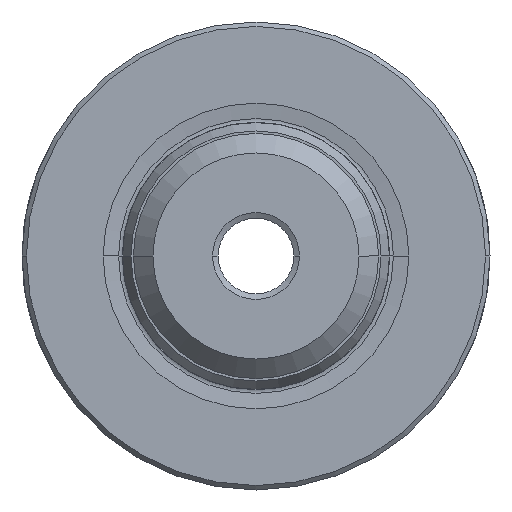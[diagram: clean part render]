
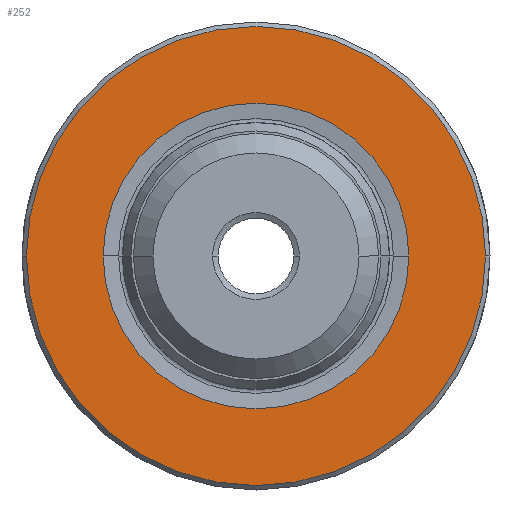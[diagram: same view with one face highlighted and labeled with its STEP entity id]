
A CAD part, left-side view. The second image highlights one B-rep face of the part: STEP entity #252.
In plain terms, the highlighted planar face has unit normal (-1, 0, 0).
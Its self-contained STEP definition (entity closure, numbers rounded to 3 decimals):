
#29 = EDGE_CURVE ( 'NONE', #458, #1437, #444, .T. ) ;
#81 = CIRCLE ( 'NONE', #1233, 13.715 ) ;
#149 = CARTESIAN_POINT ( 'NONE',  ( 0., 13.715, 0. ) ) ;
#160 = CARTESIAN_POINT ( 'NONE',  ( 0., 0., 0. ) ) ;
#166 = DIRECTION ( 'NONE',  ( 1., 0., 0. ) ) ;
#170 = DIRECTION ( 'NONE',  ( 0., 1., 0. ) ) ;
#194 = PLANE ( 'NONE',  #1816 ) ;
#199 = DIRECTION ( 'NONE',  ( -1., 0., 0. ) ) ;
#201 = DIRECTION ( 'NONE',  ( 0., -1., 0. ) ) ;
#232 = FACE_OUTER_BOUND ( 'NONE', #1212, .T. ) ;
#243 = EDGE_CURVE ( 'NONE', #1437, #458, #248, .T. ) ;
#244 = CARTESIAN_POINT ( 'NONE',  ( 0., 0., 0. ) ) ;
#248 = CIRCLE ( 'NONE', #1938, 20.6 ) ;
#252 = ADVANCED_FACE ( 'NONE', ( #255, #232 ), #194, .T. ) ;
#255 = FACE_BOUND ( 'NONE', #985, .T. ) ;
#408 = EDGE_CURVE ( 'NONE', #680, #1133, #81, .T. ) ;
#433 = AXIS2_PLACEMENT_3D ( 'NONE', #665, #646, #635 ) ;
#444 = CIRCLE ( 'NONE', #433, 20.6 ) ;
#456 = CARTESIAN_POINT ( 'NONE',  ( 0., 0., 0. ) ) ;
#458 = VERTEX_POINT ( 'NONE', #499 ) ;
#460 = DIRECTION ( 'NONE',  ( 1., 0., 0. ) ) ;
#466 = DIRECTION ( 'NONE',  ( 0., 1., 0. ) ) ;
#499 = CARTESIAN_POINT ( 'NONE',  ( 0., 20.6, 0. ) ) ;
#632 = ORIENTED_EDGE ( 'NONE', *, *, #243, .F. ) ;
#635 = DIRECTION ( 'NONE',  ( 0., 1., 0. ) ) ;
#646 = DIRECTION ( 'NONE',  ( 1., 0., 0. ) ) ;
#665 = CARTESIAN_POINT ( 'NONE',  ( 0., 0., 0. ) ) ;
#666 = ORIENTED_EDGE ( 'NONE', *, *, #29, .F. ) ;
#680 = VERTEX_POINT ( 'NONE', #1059 ) ;
#684 = ORIENTED_EDGE ( 'NONE', *, *, #408, .T. ) ;
#686 = ORIENTED_EDGE ( 'NONE', *, *, #1835, .T. ) ;
#985 = EDGE_LOOP ( 'NONE', ( #686, #684 ) ) ;
#1059 = CARTESIAN_POINT ( 'NONE',  ( 0., 13.715, 0. ) ) ;
#1133 = VERTEX_POINT ( 'NONE', #1895 ) ;
#1212 = EDGE_LOOP ( 'NONE', ( #666, #632 ) ) ;
#1233 = AXIS2_PLACEMENT_3D ( 'NONE', #456, #460, #466 ) ;
#1256 = CIRCLE ( 'NONE', #1659, 13.715 ) ;
#1428 = CARTESIAN_POINT ( 'NONE',  ( 0., -20.6, 0. ) ) ;
#1437 = VERTEX_POINT ( 'NONE', #1428 ) ;
#1659 = AXIS2_PLACEMENT_3D ( 'NONE', #244, #1785, #1725 ) ;
#1725 = DIRECTION ( 'NONE',  ( 0., 1., 0. ) ) ;
#1785 = DIRECTION ( 'NONE',  ( 1., 0., 0. ) ) ;
#1816 = AXIS2_PLACEMENT_3D ( 'NONE', #149, #199, #201 ) ;
#1835 = EDGE_CURVE ( 'NONE', #1133, #680, #1256, .T. ) ;
#1895 = CARTESIAN_POINT ( 'NONE',  ( 0., -13.715, 0. ) ) ;
#1938 = AXIS2_PLACEMENT_3D ( 'NONE', #160, #166, #170 ) ;
